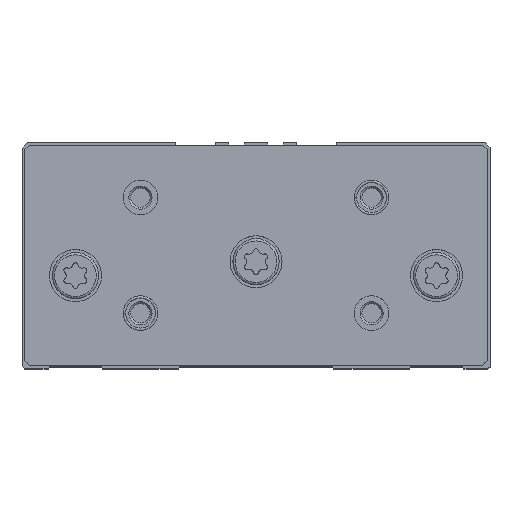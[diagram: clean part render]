
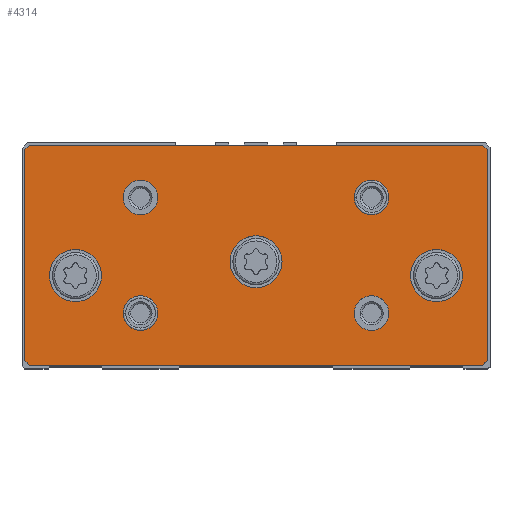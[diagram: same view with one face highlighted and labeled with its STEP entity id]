
A CAD part, top view. The second image highlights one B-rep face of the part: STEP entity #4314.
In plain terms, the highlighted face is planar.
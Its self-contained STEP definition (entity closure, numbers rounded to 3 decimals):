
#403=LINE('',#7259,#641);
#407=LINE('',#7268,#645);
#410=LINE('',#7274,#648);
#413=LINE('',#7280,#651);
#416=LINE('',#7286,#654);
#419=LINE('',#7292,#657);
#422=LINE('',#7298,#660);
#425=LINE('',#7304,#663);
#641=VECTOR('',#5906,1000.);
#645=VECTOR('',#5912,1000.);
#648=VECTOR('',#5917,1000.);
#651=VECTOR('',#5922,1000.);
#654=VECTOR('',#5927,1000.);
#657=VECTOR('',#5932,1000.);
#660=VECTOR('',#5937,1000.);
#663=VECTOR('',#5942,1000.);
#1389=ORIENTED_EDGE('',*,*,#2154,.F.);
#1390=ORIENTED_EDGE('',*,*,#2155,.F.);
#1391=ORIENTED_EDGE('',*,*,#2156,.F.);
#1392=ORIENTED_EDGE('',*,*,#2157,.F.);
#1393=ORIENTED_EDGE('',*,*,#2158,.F.);
#1394=ORIENTED_EDGE('',*,*,#2159,.F.);
#1395=ORIENTED_EDGE('',*,*,#2160,.F.);
#1396=ORIENTED_EDGE('',*,*,#2123,.T.);
#1397=ORIENTED_EDGE('',*,*,#2127,.T.);
#1398=ORIENTED_EDGE('',*,*,#2130,.T.);
#1399=ORIENTED_EDGE('',*,*,#2133,.T.);
#1400=ORIENTED_EDGE('',*,*,#2136,.T.);
#1401=ORIENTED_EDGE('',*,*,#2139,.T.);
#1402=ORIENTED_EDGE('',*,*,#2142,.T.);
#1403=ORIENTED_EDGE('',*,*,#2145,.T.);
#2123=EDGE_CURVE('',#2609,#2610,#403,.T.);
#2127=EDGE_CURVE('',#2610,#2613,#407,.T.);
#2130=EDGE_CURVE('',#2613,#2615,#410,.T.);
#2133=EDGE_CURVE('',#2615,#2617,#413,.T.);
#2136=EDGE_CURVE('',#2617,#2619,#416,.T.);
#2139=EDGE_CURVE('',#2619,#2621,#419,.T.);
#2142=EDGE_CURVE('',#2621,#2623,#422,.T.);
#2145=EDGE_CURVE('',#2623,#2609,#425,.T.);
#2154=EDGE_CURVE('',#2630,#2630,#2935,.T.);
#2155=EDGE_CURVE('',#2631,#2631,#2936,.T.);
#2156=EDGE_CURVE('',#2632,#2632,#2937,.T.);
#2157=EDGE_CURVE('',#2633,#2633,#2938,.T.);
#2158=EDGE_CURVE('',#2634,#2634,#2939,.T.);
#2159=EDGE_CURVE('',#2635,#2635,#2940,.T.);
#2160=EDGE_CURVE('',#2636,#2636,#2941,.T.);
#2609=VERTEX_POINT('',#7260);
#2610=VERTEX_POINT('',#7261);
#2613=VERTEX_POINT('',#7269);
#2615=VERTEX_POINT('',#7275);
#2617=VERTEX_POINT('',#7281);
#2619=VERTEX_POINT('',#7287);
#2621=VERTEX_POINT('',#7293);
#2623=VERTEX_POINT('',#7299);
#2630=VERTEX_POINT('',#7321);
#2631=VERTEX_POINT('',#7323);
#2632=VERTEX_POINT('',#7325);
#2633=VERTEX_POINT('',#7327);
#2634=VERTEX_POINT('',#7329);
#2635=VERTEX_POINT('',#7331);
#2636=VERTEX_POINT('',#7333);
#2935=CIRCLE('',#4836,9.);
#2936=CIRCLE('',#4837,9.);
#2937=CIRCLE('',#4838,9.);
#2938=CIRCLE('',#4839,6.);
#2939=CIRCLE('',#4840,6.);
#2940=CIRCLE('',#4841,6.);
#2941=CIRCLE('',#4842,6.);
#3347=EDGE_LOOP('',(#1389));
#3348=EDGE_LOOP('',(#1390));
#3349=EDGE_LOOP('',(#1391));
#3350=EDGE_LOOP('',(#1392));
#3351=EDGE_LOOP('',(#1393));
#3352=EDGE_LOOP('',(#1394));
#3353=EDGE_LOOP('',(#1395));
#3354=EDGE_LOOP('',(#1396,#1397,#1398,#1399,#1400,#1401,#1402,#1403));
#3837=FACE_BOUND('',#3347,.T.);
#3838=FACE_BOUND('',#3348,.T.);
#3839=FACE_BOUND('',#3349,.T.);
#3840=FACE_BOUND('',#3350,.T.);
#3841=FACE_BOUND('',#3351,.T.);
#3842=FACE_BOUND('',#3352,.T.);
#3843=FACE_BOUND('',#3353,.T.);
#3844=FACE_BOUND('',#3354,.T.);
#4100=PLANE('',#4835);
#4314=ADVANCED_FACE('',(#3837,#3838,#3839,#3840,#3841,#3842,#3843,#3844),
#4100,.F.);
#4835=AXIS2_PLACEMENT_3D('',#7319,#5958,#5959);
#4836=AXIS2_PLACEMENT_3D('',#7320,#5960,#5961);
#4837=AXIS2_PLACEMENT_3D('',#7322,#5962,#5963);
#4838=AXIS2_PLACEMENT_3D('',#7324,#5964,#5965);
#4839=AXIS2_PLACEMENT_3D('',#7326,#5966,#5967);
#4840=AXIS2_PLACEMENT_3D('',#7328,#5968,#5969);
#4841=AXIS2_PLACEMENT_3D('',#7330,#5970,#5971);
#4842=AXIS2_PLACEMENT_3D('',#7332,#5972,#5973);
#5906=DIRECTION('',(0.,-1.,0.));
#5912=DIRECTION('',(0.,-0.707,-0.707));
#5917=DIRECTION('',(0.,0.,-1.));
#5922=DIRECTION('',(0.,0.707,-0.707));
#5927=DIRECTION('',(0.,1.,0.));
#5932=DIRECTION('',(0.,0.707,0.707));
#5937=DIRECTION('',(0.,0.,1.));
#5942=DIRECTION('',(0.,-0.707,0.707));
#5958=DIRECTION('',(-1.,0.,0.));
#5959=DIRECTION('',(0.,0.,1.));
#5960=DIRECTION('',(1.,0.,0.));
#5961=DIRECTION('',(0.,0.,-1.));
#5962=DIRECTION('',(1.,0.,0.));
#5963=DIRECTION('',(0.,0.,-1.));
#5964=DIRECTION('',(1.,0.,0.));
#5965=DIRECTION('',(0.,0.,-1.));
#5966=DIRECTION('',(1.,0.,0.));
#5967=DIRECTION('',(0.,0.,-1.));
#5968=DIRECTION('',(1.,0.,0.));
#5969=DIRECTION('',(0.,0.,-1.));
#5970=DIRECTION('',(1.,0.,0.));
#5971=DIRECTION('',(0.,0.,-1.));
#5972=DIRECTION('',(1.,0.,0.));
#5973=DIRECTION('',(0.,0.,-1.));
#7259=CARTESIAN_POINT('',(18.,38.7,80.));
#7260=CARTESIAN_POINT('',(18.,38.7,80.));
#7261=CARTESIAN_POINT('',(18.,-34.3,80.));
#7268=CARTESIAN_POINT('',(18.,-34.3,80.));
#7269=CARTESIAN_POINT('',(18.,-35.8,78.5));
#7274=CARTESIAN_POINT('',(18.,-35.8,78.5));
#7275=CARTESIAN_POINT('',(18.,-35.8,-78.5));
#7280=CARTESIAN_POINT('',(18.,-35.8,-78.5));
#7281=CARTESIAN_POINT('',(18.,-34.3,-80.));
#7286=CARTESIAN_POINT('',(18.,-34.3,-80.));
#7287=CARTESIAN_POINT('',(18.,38.7,-80.));
#7292=CARTESIAN_POINT('',(18.,38.7,-80.));
#7293=CARTESIAN_POINT('',(18.,40.2,-78.5));
#7298=CARTESIAN_POINT('',(18.,40.2,-78.5));
#7299=CARTESIAN_POINT('',(18.,40.2,78.5));
#7304=CARTESIAN_POINT('',(18.,40.2,78.5));
#7319=CARTESIAN_POINT('',(18.,-4.8,-72.5));
#7320=CARTESIAN_POINT('',(18.,-4.8,-62.5));
#7321=CARTESIAN_POINT('',(18.,-4.8,-71.5));
#7322=CARTESIAN_POINT('',(18.,-4.8,62.5));
#7323=CARTESIAN_POINT('',(18.,-4.8,53.5));
#7324=CARTESIAN_POINT('',(18.,0.,0.));
#7325=CARTESIAN_POINT('',(18.,0.,-9.));
#7326=CARTESIAN_POINT('',(18.,-17.8,40.));
#7327=CARTESIAN_POINT('',(18.,-17.8,34.));
#7328=CARTESIAN_POINT('',(18.,-17.8,-40.));
#7329=CARTESIAN_POINT('',(18.,-17.8,-46.));
#7330=CARTESIAN_POINT('',(18.,22.2,40.));
#7331=CARTESIAN_POINT('',(18.,22.2,34.));
#7332=CARTESIAN_POINT('',(18.,22.2,-40.));
#7333=CARTESIAN_POINT('',(18.,22.2,-46.));
